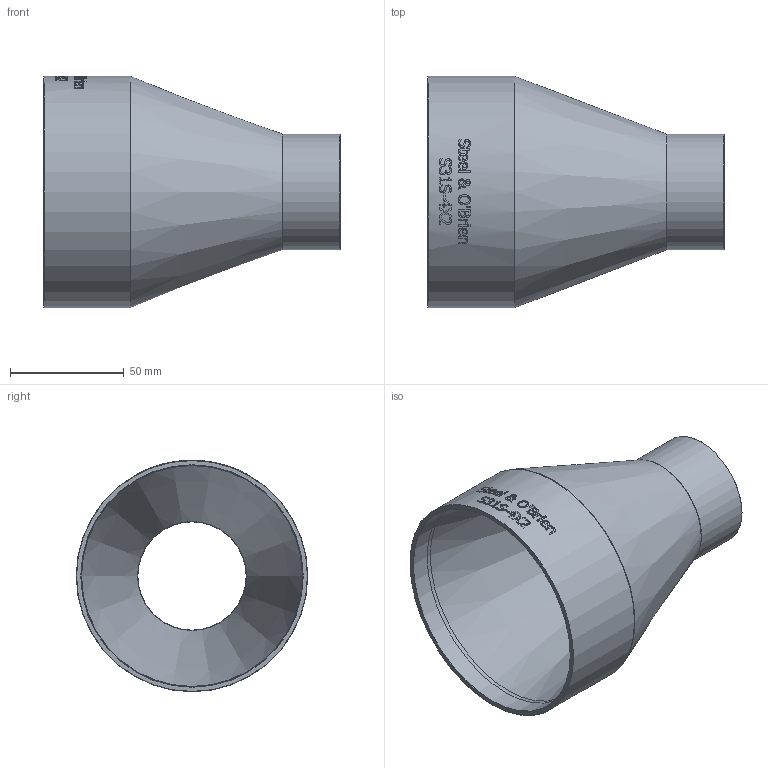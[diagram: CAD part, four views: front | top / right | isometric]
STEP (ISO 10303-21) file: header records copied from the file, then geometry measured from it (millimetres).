
FILE_DESCRIPTION(/* description */ (''),/* implementation_level */ '2;1');
FILE_NAME(/* name */ 'S31S-4X2.stp',/* time_stamp */ '2018-11-20T11:52:19-05:00',/* author */ ('rick'),/* organization */ (''),/* preprocessor_version */ 'ST-DEVELOPER v15.2',/* originating_system */ 'Autodesk Inventor 2014',/* authorisation */ '');
FILE_SCHEMA (('AUTOMOTIVE_DESIGN { 1 0 10303 214 3 1 1 }'));
Length unit declared in the file: inch
Products named in the file (1): S31S-4X2
Bounding box: 130.18 x 101.6 x 101.6 mm (x, y, z)
Volume: 159616.8 mm3; surface area: 63094.7 mm2
Topology: 1 solids, 1 shells, 371 faces, 1002 edges, 664 vertices
Faces by surface type: bspline 182, plane 144, cylinder 35, torus 8, cone 2
Full cylindrical faces by diameter (mm): 47.498 x1, 50.8 x1, 97.384 x1, 101.6 x1
Entity records: 14766 total; most frequent: CARTESIAN_POINT 6513, ORIENTED_EDGE 1976, DIRECTION 1186, EDGE_CURVE 988, VERTEX_POINT 664, LINE 442, VECTOR 442, EDGE_LOOP 418
